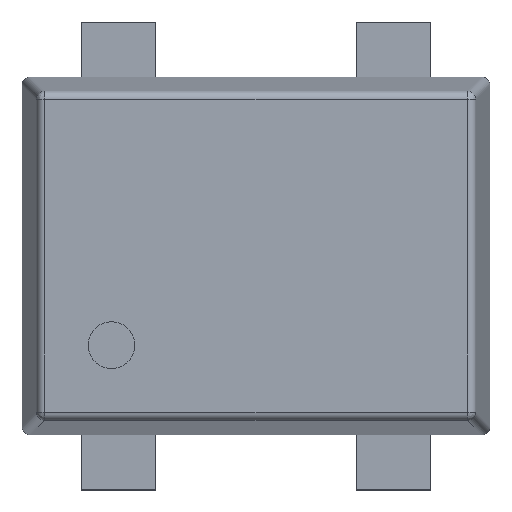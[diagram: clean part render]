
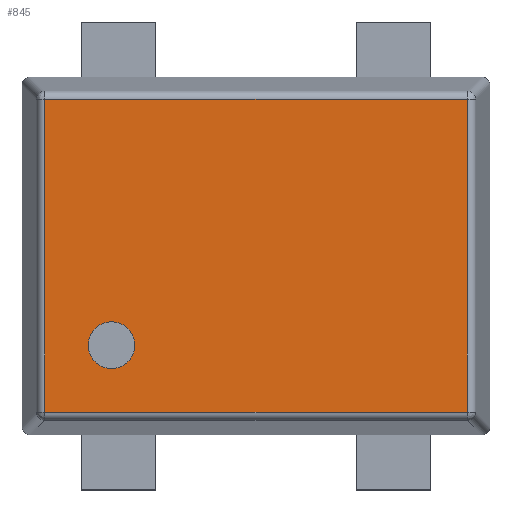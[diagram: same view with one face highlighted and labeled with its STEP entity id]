
A CAD part, top view. The second image highlights one B-rep face of the part: STEP entity #845.
In plain terms, the highlighted planar face has unit normal (0, 0, 1).
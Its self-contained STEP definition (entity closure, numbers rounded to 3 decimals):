
#845=ADVANCED_FACE('',(#1438,#1440),#1442,.T.);
#1438=FACE_BOUND('',#1439,.T.);
#1439=EDGE_LOOP('',(#1860,#1861,#1862,#1863));
#1440=FACE_BOUND('',#1441,.T.);
#1441=EDGE_LOOP('',(#1864));
#1442=PLANE('',#1443);
#1443=AXIS2_PLACEMENT_3D('',#1444,#1445,#1446);
#1444=CARTESIAN_POINT('',(0.,0.,0.6));
#1445=DIRECTION('',(0.,0.,1.));
#1446=DIRECTION('',(1.,0.,0.));
#1860=ORIENTED_EDGE('',*,*,#2022,.T.);
#1861=ORIENTED_EDGE('',*,*,#2061,.T.);
#1862=ORIENTED_EDGE('',*,*,#2037,.T.);
#1863=ORIENTED_EDGE('',*,*,#2062,.T.);
#1864=ORIENTED_EDGE('',*,*,#2063,.F.);
#2022=EDGE_CURVE('',#2294,#2292,#2295,.T.);
#2037=EDGE_CURVE('',#2317,#2315,#2318,.T.);
#2061=EDGE_CURVE('',#2292,#2317,#2350,.T.);
#2062=EDGE_CURVE('',#2315,#2294,#2351,.T.);
#2063=EDGE_CURVE('',#2352,#2352,#2353,.T.);
#2292=VERTEX_POINT('',#2752);
#2294=VERTEX_POINT('',#2757);
#2295=LINE('',#2758,#2759);
#2315=VERTEX_POINT('',#2815);
#2317=VERTEX_POINT('',#2820);
#2318=LINE('',#2821,#2822);
#2350=LINE('',#2910,#2911);
#2351=LINE('',#2913,#2914);
#2352=VERTEX_POINT('',#2916);
#2353=CIRCLE('',#2917,0.085);
#2752=CARTESIAN_POINT('',(-0.768,0.568,0.6));
#2757=CARTESIAN_POINT('',(0.768,0.568,0.6));
#2758=CARTESIAN_POINT('',(0.768,0.568,0.6));
#2759=VECTOR('',#2760,1.);
#2760=DIRECTION('',(-1.,0.,0.));
#2815=CARTESIAN_POINT('',(0.768,-0.568,0.6));
#2820=CARTESIAN_POINT('',(-0.768,-0.568,0.6));
#2821=CARTESIAN_POINT('',(-0.768,-0.568,0.6));
#2822=VECTOR('',#2823,1.);
#2823=DIRECTION('',(1.,0.,0.));
#2910=CARTESIAN_POINT('',(-0.768,0.568,0.6));
#2911=VECTOR('',#2912,1.);
#2912=DIRECTION('',(0.,-1.,0.));
#2913=CARTESIAN_POINT('',(0.768,-0.568,0.6));
#2914=VECTOR('',#2915,1.);
#2915=DIRECTION('',(0.,1.,0.));
#2916=CARTESIAN_POINT('',(-0.44,-0.325,0.6));
#2917=AXIS2_PLACEMENT_3D('',#2918,#2919,#2920);
#2918=CARTESIAN_POINT('',(-0.525,-0.325,0.6));
#2919=DIRECTION('',(0.,0.,1.));
#2920=DIRECTION('',(1.,0.,0.));
